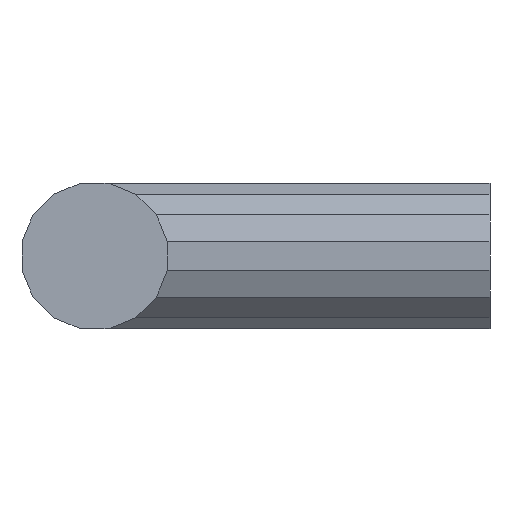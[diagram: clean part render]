
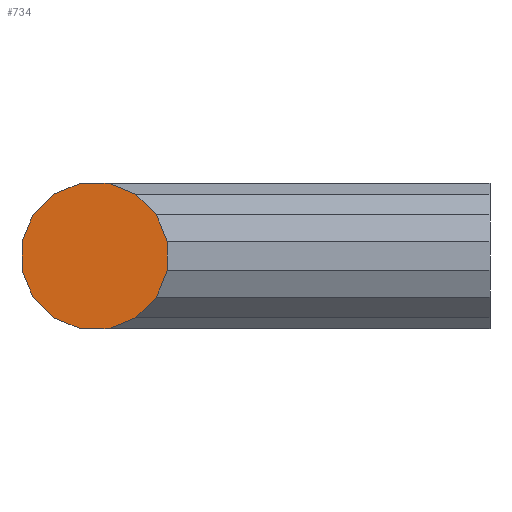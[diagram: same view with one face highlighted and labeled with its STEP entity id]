
A CAD part, left-side view. The second image highlights one B-rep face of the part: STEP entity #734.
In plain terms, the highlighted planar face has unit normal (-1, 0, 0).
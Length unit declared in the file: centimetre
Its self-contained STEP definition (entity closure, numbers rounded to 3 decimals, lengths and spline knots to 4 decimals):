
#40=FACE_OUTER_BOUND($,#80,.T.);
#80=EDGE_LOOP($,(#599,#600,#601,#602,#603,#604,#605,#606,#607,#608,#609,
#610,#611,#612,#613,#614));
#142=LINE($,#1076,#244);
#146=LINE($,#1084,#248);
#150=LINE($,#1092,#252);
#157=LINE($,#1106,#259);
#172=LINE($,#1137,#274);
#173=LINE($,#1139,#275);
#174=LINE($,#1141,#276);
#175=LINE($,#1143,#277);
#176=LINE($,#1144,#278);
#177=LINE($,#1146,#279);
#178=LINE($,#1148,#280);
#179=LINE($,#1150,#281);
#180=LINE($,#1152,#282);
#181=LINE($,#1154,#283);
#182=LINE($,#1156,#284);
#183=LINE($,#1157,#285);
#244=VECTOR($,#873,0.0117);
#248=VECTOR($,#881,0.0117);
#252=VECTOR($,#889,0.0117);
#259=VECTOR($,#902,0.0117);
#274=VECTOR($,#927,0.0117);
#275=VECTOR($,#928,0.0117);
#276=VECTOR($,#929,0.0117);
#277=VECTOR($,#930,0.0117);
#278=VECTOR($,#931,0.0117);
#279=VECTOR($,#932,0.0117);
#280=VECTOR($,#933,0.0117);
#281=VECTOR($,#934,0.0117);
#282=VECTOR($,#935,0.0117);
#283=VECTOR($,#936,0.0117);
#284=VECTOR($,#937,0.0117);
#285=VECTOR($,#938,0.0117);
#331=VERTEX_POINT($,#1073);
#332=VERTEX_POINT($,#1075);
#334=VERTEX_POINT($,#1083);
#336=VERTEX_POINT($,#1091);
#340=VERTEX_POINT($,#1105);
#350=VERTEX_POINT($,#1135);
#351=VERTEX_POINT($,#1136);
#352=VERTEX_POINT($,#1138);
#353=VERTEX_POINT($,#1140);
#354=VERTEX_POINT($,#1142);
#355=VERTEX_POINT($,#1145);
#356=VERTEX_POINT($,#1147);
#357=VERTEX_POINT($,#1149);
#358=VERTEX_POINT($,#1151);
#359=VERTEX_POINT($,#1153);
#360=VERTEX_POINT($,#1155);
#410=EDGE_CURVE($,#332,#331,#142,.T.);
#414=EDGE_CURVE($,#334,#332,#146,.T.);
#418=EDGE_CURVE($,#336,#334,#150,.T.);
#425=EDGE_CURVE($,#340,#336,#157,.T.);
#440=EDGE_CURVE($,#350,#351,#172,.T.);
#441=EDGE_CURVE($,#351,#352,#173,.T.);
#442=EDGE_CURVE($,#352,#353,#174,.T.);
#443=EDGE_CURVE($,#353,#354,#175,.T.);
#444=EDGE_CURVE($,#354,#340,#176,.T.);
#445=EDGE_CURVE($,#331,#355,#177,.T.);
#446=EDGE_CURVE($,#355,#356,#178,.T.);
#447=EDGE_CURVE($,#356,#357,#179,.T.);
#448=EDGE_CURVE($,#357,#358,#180,.T.);
#449=EDGE_CURVE($,#358,#359,#181,.T.);
#450=EDGE_CURVE($,#359,#360,#182,.T.);
#451=EDGE_CURVE($,#360,#350,#183,.T.);
#599=ORIENTED_EDGE($,*,*,#440,.T.);
#600=ORIENTED_EDGE($,*,*,#441,.T.);
#601=ORIENTED_EDGE($,*,*,#442,.T.);
#602=ORIENTED_EDGE($,*,*,#443,.T.);
#603=ORIENTED_EDGE($,*,*,#444,.T.);
#604=ORIENTED_EDGE($,*,*,#425,.T.);
#605=ORIENTED_EDGE($,*,*,#418,.T.);
#606=ORIENTED_EDGE($,*,*,#414,.T.);
#607=ORIENTED_EDGE($,*,*,#410,.T.);
#608=ORIENTED_EDGE($,*,*,#445,.T.);
#609=ORIENTED_EDGE($,*,*,#446,.T.);
#610=ORIENTED_EDGE($,*,*,#447,.T.);
#611=ORIENTED_EDGE($,*,*,#448,.T.);
#612=ORIENTED_EDGE($,*,*,#449,.T.);
#613=ORIENTED_EDGE($,*,*,#450,.T.);
#614=ORIENTED_EDGE($,*,*,#451,.T.);
#694=PLANE($,#777);
#734=ADVANCED_FACE($,(#40),#694,.F.);
#777=AXIS2_PLACEMENT_3D($,#1134,#925,#926);
#873=DIRECTION($,(0.,1.,0.));
#881=DIRECTION($,(0.,0.924,0.383));
#889=DIRECTION($,(0.,0.707,0.707));
#902=DIRECTION($,(0.,0.383,0.924));
#925=DIRECTION('center_axis',(1.,0.,0.));
#926=DIRECTION('ref_axis',(0.,0.,-1.));
#927=DIRECTION($,(0.,-1.,0.));
#928=DIRECTION($,(0.,-0.924,0.383));
#929=DIRECTION($,(0.,-0.707,0.707));
#930=DIRECTION($,(0.,-0.383,0.924));
#931=DIRECTION($,(0.,0.,1.));
#932=DIRECTION($,(0.,0.924,-0.383));
#933=DIRECTION($,(0.,0.707,-0.707));
#934=DIRECTION($,(0.,0.383,-0.924));
#935=DIRECTION($,(0.,0.,-1.));
#936=DIRECTION($,(0.,-0.383,-0.924));
#937=DIRECTION($,(0.,-0.707,-0.707));
#938=DIRECTION($,(0.,-0.924,-0.383));
#1073=CARTESIAN_POINT('',(0.,0.0059,0.0294));
#1075=CARTESIAN_POINT('',(0.,-0.0059,0.0294));
#1076=CARTESIAN_POINT($,(0.,0.,0.0294));
#1083=CARTESIAN_POINT('',(0.,-0.0167,0.0249));
#1084=CARTESIAN_POINT($,(0.,-0.0113,0.0272));
#1091=CARTESIAN_POINT('',(0.,-0.0249,0.0167));
#1092=CARTESIAN_POINT($,(0.,-0.0208,0.0208));
#1105=CARTESIAN_POINT('',(0.,-0.0294,0.0059));
#1106=CARTESIAN_POINT($,(0.,-0.0272,0.0113));
#1134=CARTESIAN_POINT('Origin',(0.,0.,0.));
#1135=CARTESIAN_POINT('',(0.,0.0059,-0.0294));
#1136=CARTESIAN_POINT('',(0.,-0.0059,-0.0294));
#1137=CARTESIAN_POINT($,(0.,0.,-0.0294));
#1138=CARTESIAN_POINT('',(0.,-0.0167,-0.0249));
#1139=CARTESIAN_POINT($,(0.,-0.0113,-0.0272));
#1140=CARTESIAN_POINT('',(0.,-0.0249,-0.0167));
#1141=CARTESIAN_POINT($,(0.,-0.0208,-0.0208));
#1142=CARTESIAN_POINT('',(0.,-0.0294,-0.0059));
#1143=CARTESIAN_POINT($,(0.,-0.0272,-0.0113));
#1144=CARTESIAN_POINT($,(0.,-0.0294,0.));
#1145=CARTESIAN_POINT('',(0.,0.0167,0.0249));
#1146=CARTESIAN_POINT($,(0.,0.0113,0.0272));
#1147=CARTESIAN_POINT('',(0.,0.0249,0.0167));
#1148=CARTESIAN_POINT($,(0.,0.0208,0.0208));
#1149=CARTESIAN_POINT('',(0.,0.0294,0.0059));
#1150=CARTESIAN_POINT($,(0.,0.0272,0.0113));
#1151=CARTESIAN_POINT('',(0.,0.0294,-0.0059));
#1152=CARTESIAN_POINT($,(0.,0.0294,0.));
#1153=CARTESIAN_POINT('',(0.,0.0249,-0.0167));
#1154=CARTESIAN_POINT($,(0.,0.0272,-0.0113));
#1155=CARTESIAN_POINT('',(0.,0.0167,-0.0249));
#1156=CARTESIAN_POINT($,(0.,0.0208,-0.0208));
#1157=CARTESIAN_POINT($,(0.,0.0113,-0.0272));
